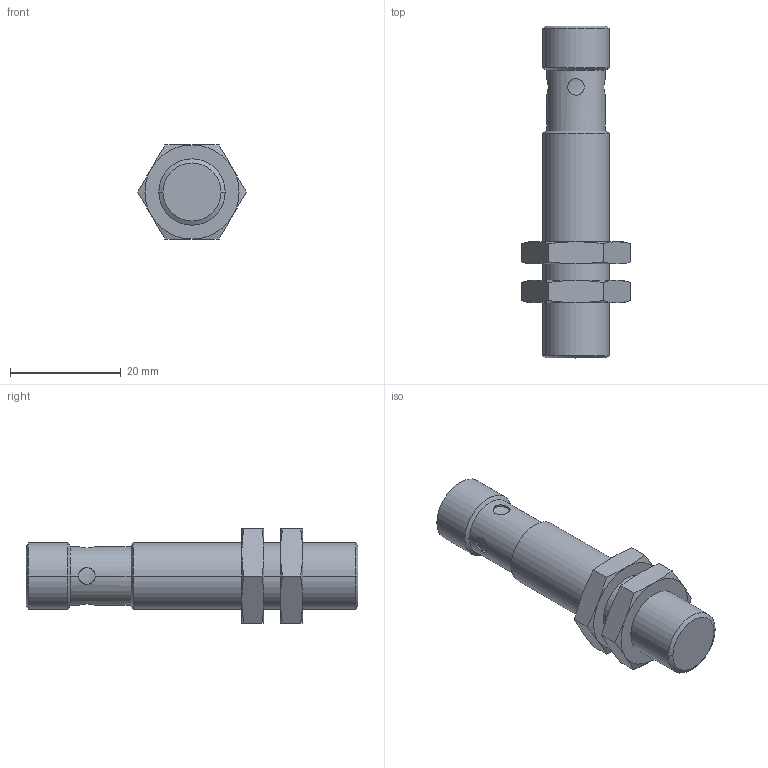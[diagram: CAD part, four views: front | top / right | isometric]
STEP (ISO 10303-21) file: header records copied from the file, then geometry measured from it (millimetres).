
FILE_DESCRIPTION (( 'STEP AP214' ), '1' );
FILE_NAME ('IDWE-M12MM-NMS-A0.STEP', '2025-08-26T13:15:37', ( '' ), ( '' ), 'SwSTEP 2.0', 'SolidWorks 2024', '' );
FILE_SCHEMA (( 'AUTOMOTIVE_DESIGN' ));
Length unit declared in the file: millimetre
Products named in the file (1): IDWE-M12MM-NMS-A0
Bounding box: 19.63 x 60 x 17 mm (x, y, z)
Volume: 7215.5 mm3; surface area: 4112.1 mm2
Topology: 3 solids, 3 shells, 115 faces, 269 edges, 160 vertices
Faces by surface type: cone 38, plane 35, cylinder 29, sphere 8, bspline 4, torus 1
Full cylindrical faces by diameter (mm): 10.917 x2
Entity records: 3653 total; most frequent: CARTESIAN_POINT 1191, ORIENTED_EDGE 494, DIRECTION 486, EDGE_CURVE 247, AXIS2_PLACEMENT_3D 199, VERTEX_POINT 152, EDGE_LOOP 133, FACE_OUTER_BOUND 117
